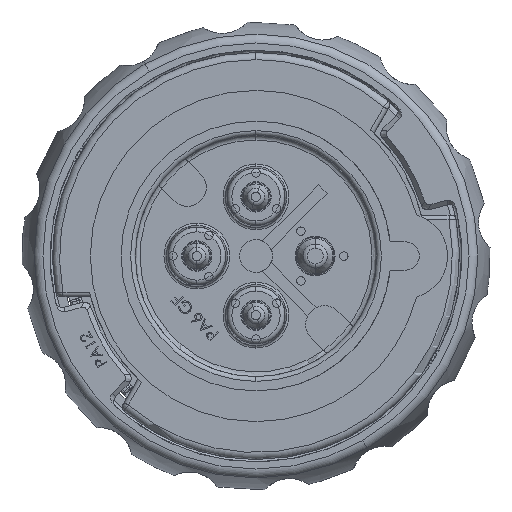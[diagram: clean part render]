
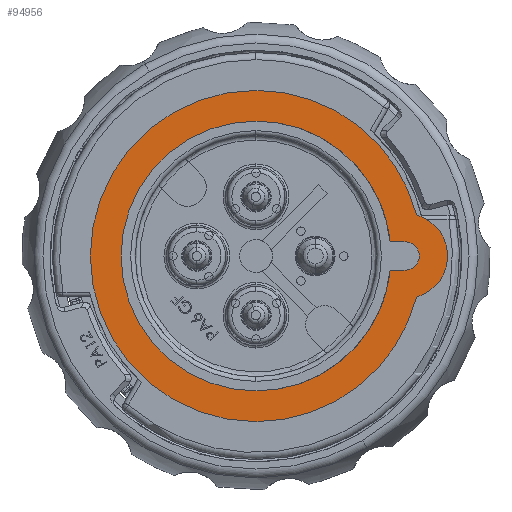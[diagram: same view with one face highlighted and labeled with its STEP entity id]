
A CAD part, left-side view. The second image highlights one B-rep face of the part: STEP entity #94956.
In plain terms, the highlighted face is planar.
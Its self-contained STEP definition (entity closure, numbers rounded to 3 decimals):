
#3314 = VERTEX_POINT ( 'NONE', #11757 ) ;
#4031 = VERTEX_POINT ( 'NONE', #84133 ) ;
#4237 = AXIS2_PLACEMENT_3D ( 'NONE', #86402, #40281, #94041 ) ;
#4865 = EDGE_LOOP ( 'NONE', ( #53609, #96541, #89522, #19895 ) ) ;
#5793 = DIRECTION ( 'NONE',  ( 1., 0., 0. ) ) ;
#6571 = CARTESIAN_POINT ( 'NONE',  ( 0., 0., 3. ) ) ;
#6787 = ORIENTED_EDGE ( 'NONE', *, *, #72584, .F. ) ;
#8424 = EDGE_CURVE ( 'NONE', #66428, #16182, #70697, .T. ) ;
#11757 = CARTESIAN_POINT ( 'NONE',  ( 28.5, 0., 3. ) ) ;
#14299 = DIRECTION ( 'NONE',  ( 1., 0., 0. ) ) ;
#16182 = VERTEX_POINT ( 'NONE', #56409 ) ;
#19826 = EDGE_CURVE ( 'NONE', #4031, #66428, #88512, .T. ) ;
#19895 = ORIENTED_EDGE ( 'NONE', *, *, #32064, .T. ) ;
#21431 = EDGE_LOOP ( 'NONE', ( #6787, #80786 ) ) ;
#23151 = CIRCLE ( 'NONE', #67118, 28.5 ) ;
#25254 = DIRECTION ( 'NONE',  ( 1., 0., 0. ) ) ;
#25657 = CARTESIAN_POINT ( 'NONE',  ( -8.672, -33.909, 3. ) ) ;
#28475 = AXIS2_PLACEMENT_3D ( 'NONE', #40317, #71237, #25254 ) ;
#32064 = EDGE_CURVE ( 'NONE', #16182, #45364, #46030, .T. ) ;
#33475 = CARTESIAN_POINT ( 'NONE',  ( 0., 0., 3. ) ) ;
#34919 = AXIS2_PLACEMENT_3D ( 'NONE', #83286, #37240, #91029 ) ;
#37240 = DIRECTION ( 'NONE',  ( 0., 0., 1. ) ) ;
#40281 = DIRECTION ( 'NONE',  ( 0., 0., 1. ) ) ;
#40317 = CARTESIAN_POINT ( 'NONE',  ( 0., -15.75, 3. ) ) ;
#41157 = DIRECTION ( 'NONE',  ( 1., 0., 0. ) ) ;
#41407 = CARTESIAN_POINT ( 'NONE',  ( 35., 0., 3. ) ) ;
#41472 = CARTESIAN_POINT ( 'NONE',  ( 0., 0., 3. ) ) ;
#44665 = CIRCLE ( 'NONE', #60009, 9. ) ;
#45364 = VERTEX_POINT ( 'NONE', #25657 ) ;
#46030 = CIRCLE ( 'NONE', #74362, 35. ) ;
#49150 = DIRECTION ( 'NONE',  ( 1., 0., 0. ) ) ;
#51740 = DIRECTION ( 'NONE',  ( 0., 0., 1. ) ) ;
#53348 = CARTESIAN_POINT ( 'NONE',  ( -28.5, 0., 3. ) ) ;
#53609 = ORIENTED_EDGE ( 'NONE', *, *, #72965, .T. ) ;
#56409 = CARTESIAN_POINT ( 'NONE',  ( -35., 0., 3. ) ) ;
#56688 = CIRCLE ( 'NONE', #34919, 28.5 ) ;
#60009 = AXIS2_PLACEMENT_3D ( 'NONE', #97834, #51740, #5793 ) ;
#60282 = DIRECTION ( 'NONE',  ( 0., 0., 1. ) ) ;
#66428 = VERTEX_POINT ( 'NONE', #41407 ) ;
#67118 = AXIS2_PLACEMENT_3D ( 'NONE', #6571, #60282, #14299 ) ;
#67381 = VERTEX_POINT ( 'NONE', #53348 ) ;
#70697 = CIRCLE ( 'NONE', #78288, 35. ) ;
#71237 = DIRECTION ( 'NONE',  ( 0., 0., 1. ) ) ;
#72584 = EDGE_CURVE ( 'NONE', #67381, #3314, #23151, .T. ) ;
#72965 = EDGE_CURVE ( 'NONE', #45364, #4031, #44665, .T. ) ;
#74362 = AXIS2_PLACEMENT_3D ( 'NONE', #41472, #95250, #49150 ) ;
#77795 = FACE_OUTER_BOUND ( 'NONE', #4865, .T. ) ;
#78288 = AXIS2_PLACEMENT_3D ( 'NONE', #33475, #87270, #41157 ) ;
#80786 = ORIENTED_EDGE ( 'NONE', *, *, #83287, .F. ) ;
#83286 = CARTESIAN_POINT ( 'NONE',  ( 0., 0., 3. ) ) ;
#83287 = EDGE_CURVE ( 'NONE', #3314, #67381, #56688, .T. ) ;
#84133 = CARTESIAN_POINT ( 'NONE',  ( 8.672, -33.909, 3. ) ) ;
#86402 = CARTESIAN_POINT ( 'NONE',  ( 0., 0., 3. ) ) ;
#87270 = DIRECTION ( 'NONE',  ( 0., 0., 1. ) ) ;
#88512 = CIRCLE ( 'NONE', #4237, 35. ) ;
#89522 = ORIENTED_EDGE ( 'NONE', *, *, #8424, .T. ) ;
#91029 = DIRECTION ( 'NONE',  ( 1., 0., 0. ) ) ;
#94041 = DIRECTION ( 'NONE',  ( 1., 0., 0. ) ) ;
#94089 = PLANE ( 'NONE',  #28475 ) ;
#94956 = ADVANCED_FACE ( 'NONE', ( #77795, #95802 ), #94089, .T. ) ;
#95250 = DIRECTION ( 'NONE',  ( 0., 0., 1. ) ) ;
#95802 = FACE_BOUND ( 'NONE', #21431, .T. ) ;
#96541 = ORIENTED_EDGE ( 'NONE', *, *, #19826, .T. ) ;
#97834 = CARTESIAN_POINT ( 'NONE',  ( 0., -31.5, 3. ) ) ;
